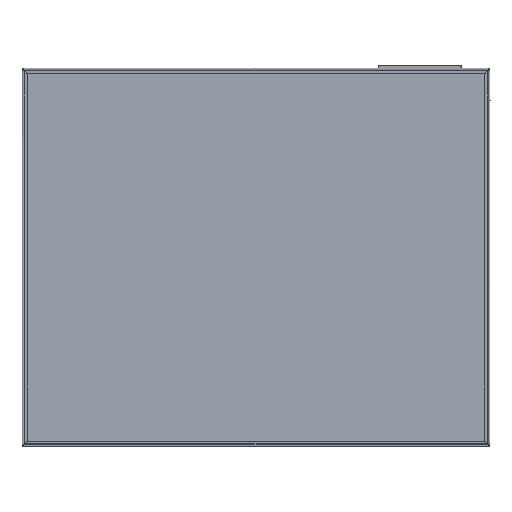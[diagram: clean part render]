
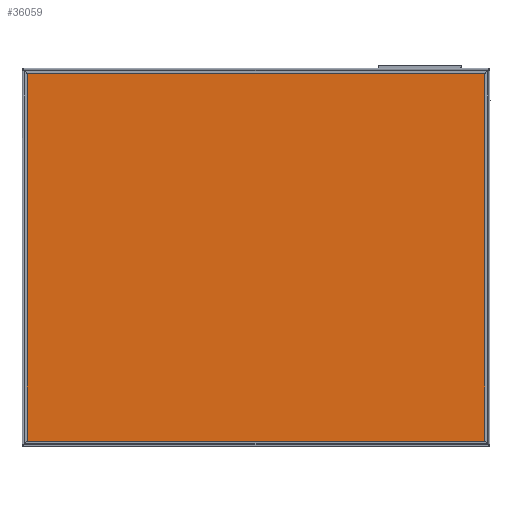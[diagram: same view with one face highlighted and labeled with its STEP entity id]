
A CAD part, top view. The second image highlights one B-rep face of the part: STEP entity #36059.
In plain terms, the highlighted planar face has unit normal (0, 0, 1).
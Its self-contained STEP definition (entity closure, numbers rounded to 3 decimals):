
#1204=PLANE('',#38266);
#2502=FACE_OUTER_BOUND('',#4501,.T.);
#4501=EDGE_LOOP('',(#23800,#23801,#23802,#23803));
#6664=LINE('',#51491,#9958);
#6665=LINE('',#51493,#9959);
#6666=LINE('',#51495,#9960);
#6667=LINE('',#51496,#9961);
#9958=VECTOR('',#41857,10.);
#9959=VECTOR('',#41858,10.);
#9960=VECTOR('',#41859,10.);
#9961=VECTOR('',#41860,10.);
#14783=VERTEX_POINT('',#51489);
#14784=VERTEX_POINT('',#51490);
#14785=VERTEX_POINT('',#51492);
#14786=VERTEX_POINT('',#51494);
#18322=EDGE_CURVE('',#14783,#14784,#6664,.T.);
#18323=EDGE_CURVE('',#14785,#14783,#6665,.T.);
#18324=EDGE_CURVE('',#14786,#14785,#6666,.T.);
#18325=EDGE_CURVE('',#14784,#14786,#6667,.T.);
#23800=ORIENTED_EDGE('',*,*,#18322,.F.);
#23801=ORIENTED_EDGE('',*,*,#18323,.F.);
#23802=ORIENTED_EDGE('',*,*,#18324,.F.);
#23803=ORIENTED_EDGE('',*,*,#18325,.F.);
#36059=ADVANCED_FACE('',(#2502),#1204,.T.);
#38266=AXIS2_PLACEMENT_3D('',#51488,#41855,#41856);
#41855=DIRECTION('center_axis',(0.,0.,
1.));
#41856=DIRECTION('ref_axis',(-1.,0.,0.));
#41857=DIRECTION('',(0.,-1.,0.));
#41858=DIRECTION('',(1.,0.,0.));
#41859=DIRECTION('',(0.,1.,0.));
#41860=DIRECTION('',(-1.,0.,0.));
#51488=CARTESIAN_POINT('Origin',(0.,0.,
0.));
#51489=CARTESIAN_POINT('',(330.,265.,0.));
#51490=CARTESIAN_POINT('',(330.,-265.,0.));
#51491=CARTESIAN_POINT('',(330.,-265.,0.));
#51492=CARTESIAN_POINT('',(-330.,265.,0.));
#51493=CARTESIAN_POINT('',(330.,265.,0.));
#51494=CARTESIAN_POINT('',(-330.,-265.,0.));
#51495=CARTESIAN_POINT('',(-330.,265.,0.));
#51496=CARTESIAN_POINT('',(-330.,-265.,0.));
